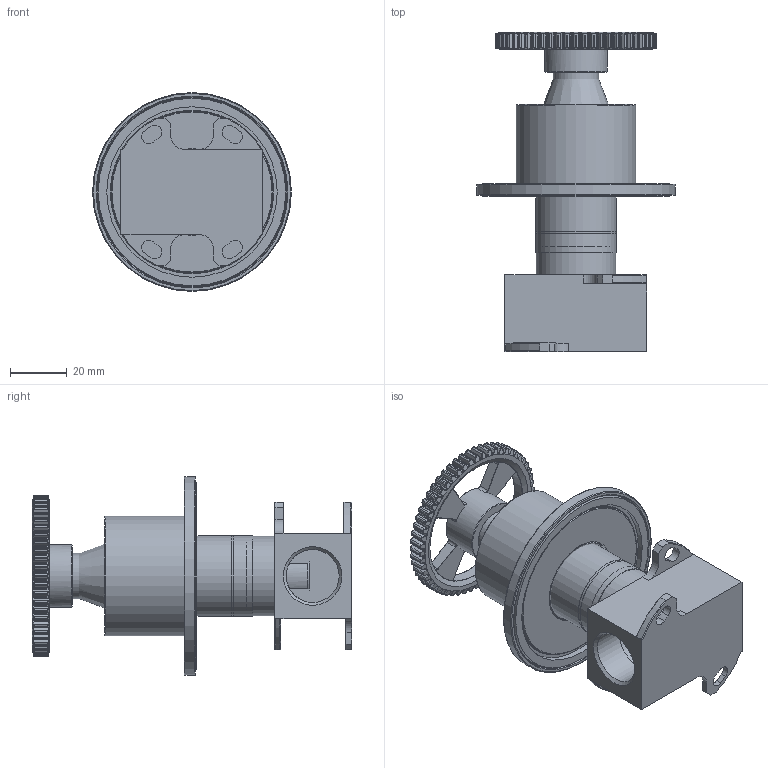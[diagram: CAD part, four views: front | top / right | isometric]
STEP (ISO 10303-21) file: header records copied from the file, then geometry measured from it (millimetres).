
FILE_DESCRIPTION(/* description */ ('Unknown'),/* implementation_level */ '2;1');
FILE_NAME(/* name */ 'CW010C-00',/* time_stamp */ '2019-10-25T08:11:50+02:00',/* author */ ('Unknown'),/* organization */ ('Unknown'),/* preprocessor_version */ 'ST-DEVELOPER v16.7',/* originating_system */ 'DEX',/* authorisation */ $);
FILE_SCHEMA (('AUTOMOTIVE_DESIGN {1 0 10303 214 3 1 1}'));
Products named in the file (18): CW010C-00; B010-003; SSR000030_SOLID_1; SSR000030_SOLID_2; CW005T-02; CW005T-03; CW005T-05; CW003-08; CB031-05 rel1; A005-11; CB005-16; CB010-01; B032-11; CB005-06; CW003-06; CW005T-04; CB006-06; CB010-02
Assembly tree (17 placements, depth 3):
  CW010C-00
    B010-003
      SSR000030_SOLID_1
      SSR000030_SOLID_2
    CW005T-02
    CW005T-03
    CW005T-05
    CW003-08
    CB031-05 rel1
    A005-11
    CB005-16
    CB010-01
    B032-11
    CB005-06
    CW003-06
    CW005T-04
    CB006-06
    CB010-02
Bounding box: 70 x 112.4 x 70 mm (x, y, z)
Volume: 90410.8 mm3; surface area: 78036 mm2
Topology: 16 solids, 17 shells, 2108 faces, 5082 edges, 3023 vertices
Faces by surface type: bspline 750, cylinder 655, plane 330, torus 299, cone 62, sphere 12
Full cylindrical faces by diameter (mm): 3 x1, 3.242 x1, 4 x2, 4.2 x1, 5 x2, 6.5 x2, 7.3 x1, 8.9 x2, 9 x2, 10 x1, 11 x3, 11.3 x1, 11.5 x1, 12 x1, 12.5 x1, 14 x3, 15 x1, 15.5 x1, 16 x1, 16.5 x2, 17 x1, 17.3 x1, 17.5 x1, 18.5 x2, 18.631 x5, 19 x1, 20.95 x1, 21.1 x1, 21.5 x2, 22 x3
Entity records: 80590 total; most frequent: CARTESIAN_POINT 23698, ORIENTED_EDGE 9722, DIRECTION 7901, EDGE_CURVE 4861, AXIS2_PLACEMENT_3D 3379, VERTEX_POINT 2962, FACE_BOUND 2327, EDGE_LOOP 2321
